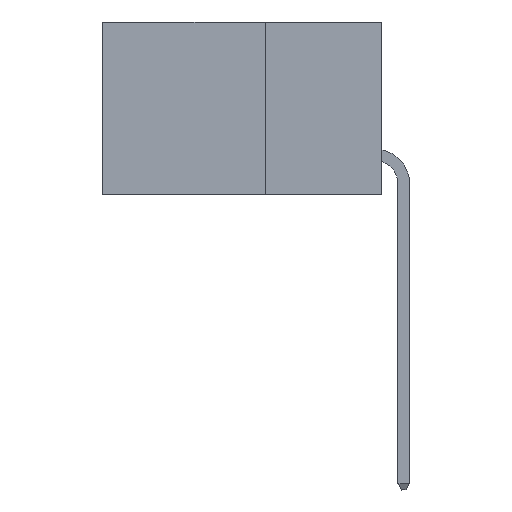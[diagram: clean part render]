
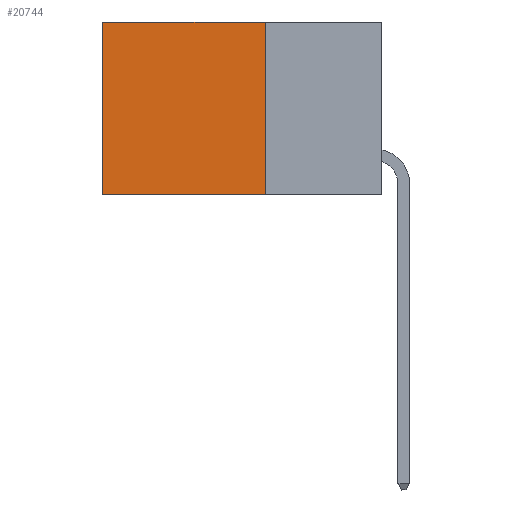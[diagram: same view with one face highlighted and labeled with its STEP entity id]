
A CAD part, left-side view. The second image highlights one B-rep face of the part: STEP entity #20744.
In plain terms, the highlighted planar face has unit normal (-1, 0, 0).
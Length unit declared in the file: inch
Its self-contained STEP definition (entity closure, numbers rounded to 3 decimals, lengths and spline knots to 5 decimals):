
#741 = EDGE_CURVE ( 'NONE', #5762, #11679, #17726, .T. ) ;
#4543 = LINE ( 'NONE', #26442, #23304 ) ;
#4700 = CARTESIAN_POINT ( 'NONE',  ( 0.2875, 0.25, 0. ) ) ;
#5762 = VERTEX_POINT ( 'NONE', #15616 ) ;
#5814 = CARTESIAN_POINT ( 'NONE',  ( 0.2875, 0.25, 0. ) ) ;
#7692 = CARTESIAN_POINT ( 'NONE',  ( 0.2875, 0.25, -0.37 ) ) ;
#8781 = CARTESIAN_POINT ( 'NONE',  ( 0.2875, 0.25, -0.37 ) ) ;
#9259 = VERTEX_POINT ( 'NONE', #7692 ) ;
#11612 = DIRECTION ( 'NONE',  ( 0., 1., 0. ) ) ;
#11679 = VERTEX_POINT ( 'NONE', #23874 ) ;
#14056 = ORIENTED_EDGE ( 'NONE', *, *, #26381, .F. ) ;
#14759 = CARTESIAN_POINT ( 'NONE',  ( 0.2875, 0.6, -0.37 ) ) ;
#15616 = CARTESIAN_POINT ( 'NONE',  ( 0.2875, 0.25, 0. ) ) ;
#16129 = LINE ( 'NONE', #4700, #38692 ) ;
#16251 = EDGE_CURVE ( 'NONE', #5762, #9259, #16129, .T. ) ;
#17411 = VERTEX_POINT ( 'NONE', #14759 ) ;
#17726 = LINE ( 'NONE', #5814, #24020 ) ;
#20744 = ADVANCED_FACE ( 'NONE', ( #37350 ), #32791, .F. ) ;
#22862 = AXIS2_PLACEMENT_3D ( 'NONE', #32029, #25898, #38202 ) ;
#23243 = DIRECTION ( 'NONE',  ( 0., 0., -1. ) ) ;
#23304 = VECTOR ( 'NONE', #32729, 39.37008 ) ;
#23874 = CARTESIAN_POINT ( 'NONE',  ( 0.2875, 0.6, 0. ) ) ;
#24020 = VECTOR ( 'NONE', #30215, 39.37008 ) ;
#25025 = ORIENTED_EDGE ( 'NONE', *, *, #741, .T. ) ;
#25898 = DIRECTION ( 'NONE',  ( 1., 0., 0. ) ) ;
#26381 = EDGE_CURVE ( 'NONE', #9259, #17411, #36963, .T. ) ;
#26442 = CARTESIAN_POINT ( 'NONE',  ( 0.2875, 0.6, 0. ) ) ;
#30215 = DIRECTION ( 'NONE',  ( 0., 1., 0. ) ) ;
#30290 = VECTOR ( 'NONE', #11612, 39.37008 ) ;
#31156 = EDGE_CURVE ( 'NONE', #11679, #17411, #4543, .T. ) ;
#32029 = CARTESIAN_POINT ( 'NONE',  ( 0.2875, 0.25, 0. ) ) ;
#32729 = DIRECTION ( 'NONE',  ( 0., 0., -1. ) ) ;
#32791 = PLANE ( 'NONE',  #22862 ) ;
#34317 = EDGE_LOOP ( 'NONE', ( #37966, #14056, #37040, #25025 ) ) ;
#36963 = LINE ( 'NONE', #8781, #30290 ) ;
#37040 = ORIENTED_EDGE ( 'NONE', *, *, #16251, .F. ) ;
#37350 = FACE_OUTER_BOUND ( 'NONE', #34317, .T. ) ;
#37966 = ORIENTED_EDGE ( 'NONE', *, *, #31156, .T. ) ;
#38202 = DIRECTION ( 'NONE',  ( 0., 0., -1. ) ) ;
#38692 = VECTOR ( 'NONE', #23243, 39.37008 ) ;
